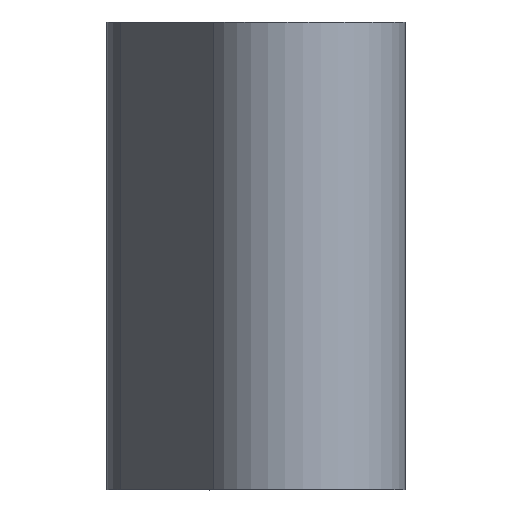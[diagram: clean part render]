
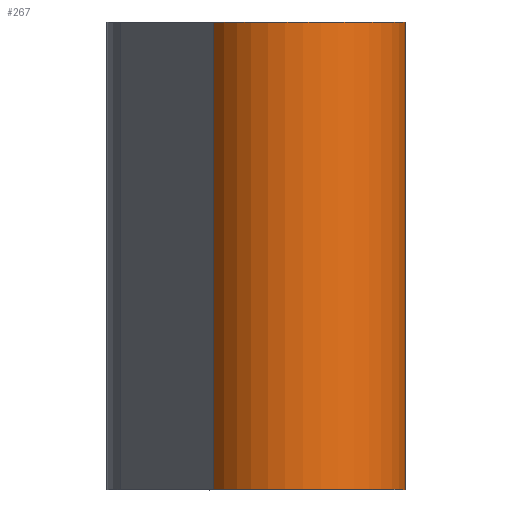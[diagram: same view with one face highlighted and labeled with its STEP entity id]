
A CAD part, top view. The second image highlights one B-rep face of the part: STEP entity #267.
In plain terms, the highlighted cylindrical face has radius 11 mm (diameter 22 mm), a partial arc.
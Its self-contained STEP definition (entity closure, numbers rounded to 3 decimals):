
#22 = VERTEX_POINT('',#23);
#23 = CARTESIAN_POINT('',(14.526,15.,32.5));
#87 = VERTEX_POINT('',#88);
#88 = CARTESIAN_POINT('',(-4.526,15.,43.5));
#96 = EDGE_CURVE('',#87,#22,#97,.T.);
#97 = CIRCLE('',#98,11.);
#98 = AXIS2_PLACEMENT_3D('',#99,#100,#101);
#99 = CARTESIAN_POINT('',(5.,15.,38.));
#100 = DIRECTION('',(0.,1.,0.));
#101 = DIRECTION('',(0.866,0.,-0.5)
  );
#191 = EDGE_CURVE('',#22,#192,#194,.T.);
#192 = VERTEX_POINT('',#193);
#193 = CARTESIAN_POINT('',(14.526,65.,32.5));
#194 = LINE('',#195,#196);
#195 = CARTESIAN_POINT('',(14.526,15.,32.5));
#196 = VECTOR('',#197,1.);
#197 = DIRECTION('',(0.,1.,0.));
#267 = ADVANCED_FACE('',(#268),#287,.T.);
#268 = FACE_BOUND('',#269,.F.);
#269 = EDGE_LOOP('',(#270,#271,#272,#280));
#270 = ORIENTED_EDGE('',*,*,#191,.F.);
#271 = ORIENTED_EDGE('',*,*,#96,.F.);
#272 = ORIENTED_EDGE('',*,*,#273,.T.);
#273 = EDGE_CURVE('',#87,#274,#276,.T.);
#274 = VERTEX_POINT('',#275);
#275 = CARTESIAN_POINT('',(-4.526,65.,43.5));
#276 = LINE('',#277,#278);
#277 = CARTESIAN_POINT('',(-4.526,15.,43.5));
#278 = VECTOR('',#279,1.);
#279 = DIRECTION('',(0.,1.,0.));
#280 = ORIENTED_EDGE('',*,*,#281,.T.);
#281 = EDGE_CURVE('',#274,#192,#282,.T.);
#282 = CIRCLE('',#283,11.);
#283 = AXIS2_PLACEMENT_3D('',#284,#285,#286);
#284 = CARTESIAN_POINT('',(5.,65.,38.));
#285 = DIRECTION('',(0.,1.,0.));
#286 = DIRECTION('',(0.866,0.,-0.5)
  );
#287 = CYLINDRICAL_SURFACE('',#288,11.);
#288 = AXIS2_PLACEMENT_3D('',#289,#290,#291);
#289 = CARTESIAN_POINT('',(5.,15.,38.));
#290 = DIRECTION('',(0.,-1.,0.));
#291 = DIRECTION('',(0.866,0.,-0.5)
  );
